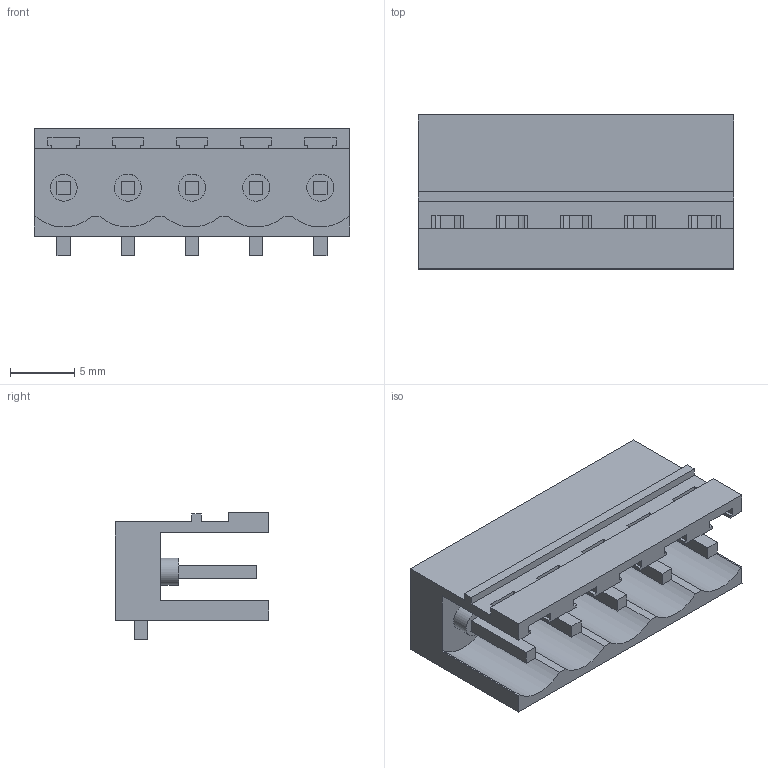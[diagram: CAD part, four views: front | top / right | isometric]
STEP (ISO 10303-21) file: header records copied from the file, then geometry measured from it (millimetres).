
FILE_DESCRIPTION(('CATIA V5 STEP Exchange','CAx-IF Rec.Pracs.--- Model Styling and Organization---1.4--- 2014-01-23'),'2;1');
FILE_NAME ('D1456372_1_1796960000_1796960000.stp','2022-05-17T09:29:55+00:00',('none'),('Weidmueller'),'CATIA Version 5-6 Release 2016 SP3 HF44','CATIA V5 STEP AP214','none');
FILE_SCHEMA(('AUTOMOTIVE_DESIGN { 1 0 10303 214 1 1 1 1 }'));
Length unit declared in the file: millimetre
Products named in the file (1): 1796960000
Bounding box: 24.6 x 12 x 9.93 mm (x, y, z)
Volume: 1121 mm3; surface area: 2101.5 mm2
Topology: 6 solids, 6 shells, 149 faces, 433 edges, 286 vertices
Faces by surface type: plane 134, cylinder 15
Entity records: 5283 total; most frequent: CARTESIAN_POINT 1305, ORIENTED_EDGE 866, DIRECTION 667, EDGE_CURVE 433, VECTOR 403, LINE 403, VERTEX_POINT 286, EDGE_LOOP 159
